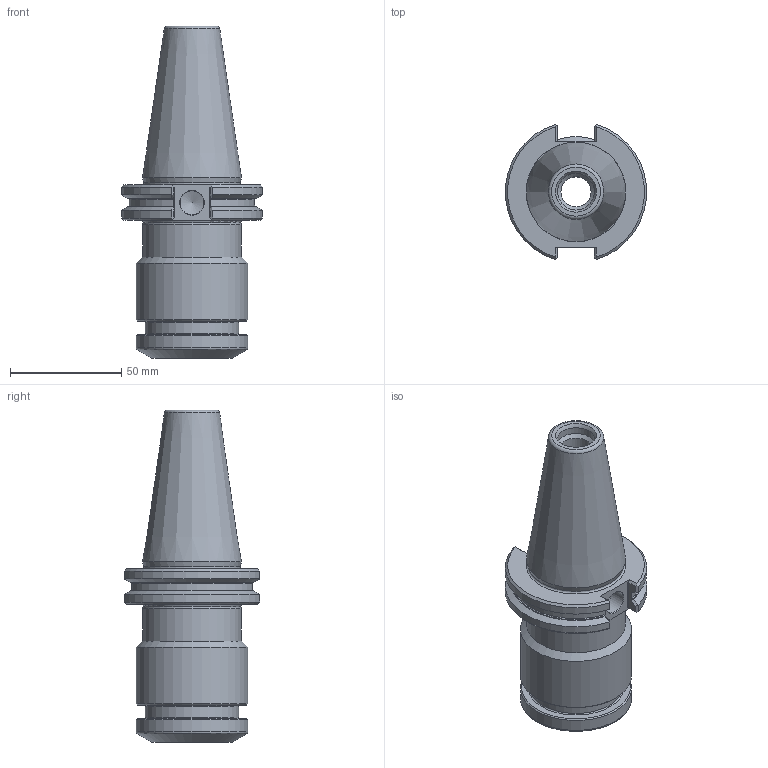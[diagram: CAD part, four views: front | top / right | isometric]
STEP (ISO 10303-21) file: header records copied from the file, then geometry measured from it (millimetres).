
FILE_DESCRIPTION(/* description */ (''),/* implementation_level */ '2;1');
FILE_NAME(/* name */ '234073201.stp',/* time_stamp */ '2021-01-12T12:05:03',/* author */ ('LRA'),/* organization */ ('REGO-FIX'),/* preprocessor_version */ ' Unknown',/* originating_system */ 'SIEMENS PLM Software Solid Edge ST10',/* authorization */ 'Unknown');
FILE_SCHEMA (('AUTOMOTIVE_DESIGN { 1 0 10303 214 2 1 1}'));
Length unit declared in the file: millimetre
Products named in the file (1): NOCUT
Bounding box: 63.28 x 60.79 x 149.15 mm (x, y, z)
Volume: 156344.6 mm3; surface area: 36726.3 mm2
Topology: 1 solids, 1 shells, 92 faces, 240 edges, 154 vertices
Faces by surface type: plane 33, cone 20, cylinder 19, torus 12, bspline 8
Full cylindrical faces by diameter (mm): 10.7 x1, 13.53 x2, 16.5 x1, 33 x1, 42 x1, 44.45 x1, 50 x2
Entity records: 3429 total; most frequent: CARTESIAN_POINT 750, ORIENTED_EDGE 410, DIRECTION 375, EDGE_CURVE 205, AXIS2_PLACEMENT_3D 155, VERTEX_POINT 149, FACE_BOUND 128, EDGE_LOOP 127
